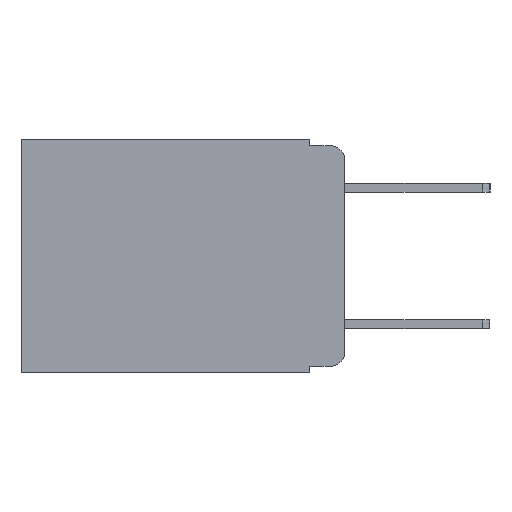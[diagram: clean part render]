
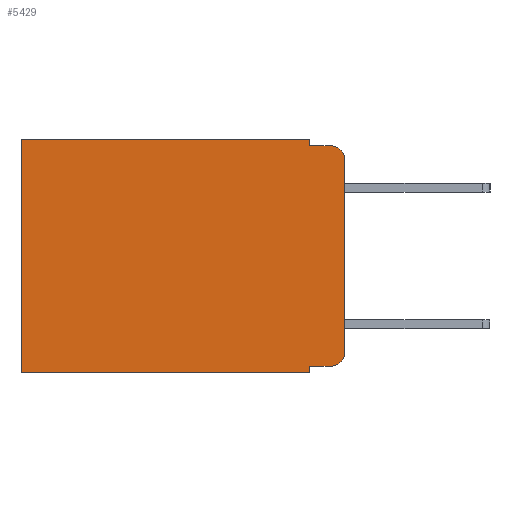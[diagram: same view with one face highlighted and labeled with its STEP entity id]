
A CAD part, left-side view. The second image highlights one B-rep face of the part: STEP entity #5429.
In plain terms, the highlighted planar face has unit normal (-1, 0, 0).
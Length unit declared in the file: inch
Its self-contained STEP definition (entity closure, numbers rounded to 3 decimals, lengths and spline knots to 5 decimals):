
#89 = VERTEX_POINT ( 'NONE', #14832 ) ;
#98 = DIRECTION ( 'NONE',  ( 0., -1., 0. ) ) ;
#308 = EDGE_CURVE ( 'NONE', #17084, #89, #5378, .T. ) ;
#890 = ORIENTED_EDGE ( 'NONE', *, *, #18897, .F. ) ;
#1011 = FACE_OUTER_BOUND ( 'NONE', #14234, .T. ) ;
#1087 = VERTEX_POINT ( 'NONE', #12327 ) ;
#1161 = ORIENTED_EDGE ( 'NONE', *, *, #2044, .F. ) ;
#1510 = DIRECTION ( 'NONE',  ( 0., -1., 0. ) ) ;
#1542 = DIRECTION ( 'NONE',  ( 1., 0., 0. ) ) ;
#1729 = VECTOR ( 'NONE', #7221, 39.37008 ) ;
#1860 = AXIS2_PLACEMENT_3D ( 'NONE', #10848, #1542, #3278 ) ;
#1922 = EDGE_CURVE ( 'NONE', #2884, #6903, #8572, .T. ) ;
#2015 = LINE ( 'NONE', #19651, #18301 ) ;
#2044 = EDGE_CURVE ( 'NONE', #5886, #2884, #2015, .T. ) ;
#2244 = CARTESIAN_POINT ( 'NONE',  ( 0.298, 0., -0.343 ) ) ;
#2425 = VECTOR ( 'NONE', #1510, 39.37008 ) ;
#2499 = VERTEX_POINT ( 'NONE', #13792 ) ;
#2523 = VERTEX_POINT ( 'NONE', #10279 ) ;
#2832 = ORIENTED_EDGE ( 'NONE', *, *, #18295, .T. ) ;
#2884 = VERTEX_POINT ( 'NONE', #15115 ) ;
#2964 = LINE ( 'NONE', #8226, #2425 ) ;
#3278 = DIRECTION ( 'NONE',  ( 0., 0., -1. ) ) ;
#3972 = EDGE_CURVE ( 'NONE', #17084, #2499, #8732, .T. ) ;
#4389 = VECTOR ( 'NONE', #9360, 39.37008 ) ;
#4688 = CIRCLE ( 'NONE', #20073, 0.02 ) ;
#5040 = CARTESIAN_POINT ( 'NONE',  ( 0.298, 0.473, 0. ) ) ;
#5328 = LINE ( 'NONE', #5040, #20545 ) ;
#5378 = CIRCLE ( 'NONE', #16026, 0.02 ) ;
#5429 = ADVANCED_FACE ( 'NONE', ( #1011 ), #10890, .F. ) ;
#5788 = DIRECTION ( 'NONE',  ( 0., 0., -1. ) ) ;
#5822 = DIRECTION ( 'NONE',  ( -1., 0., 0. ) ) ;
#5886 = VERTEX_POINT ( 'NONE', #8129 ) ;
#6835 = LINE ( 'NONE', #11912, #1729 ) ;
#6903 = VERTEX_POINT ( 'NONE', #8388 ) ;
#6914 = CARTESIAN_POINT ( 'NONE',  ( 0.298, 0., -0.03 ) ) ;
#6960 = CARTESIAN_POINT ( 'NONE',  ( 0.298, 0., 0. ) ) ;
#6961 = ORIENTED_EDGE ( 'NONE', *, *, #13282, .T. ) ;
#7221 = DIRECTION ( 'NONE',  ( 0., 0., -1. ) ) ;
#7341 = DIRECTION ( 'NONE',  ( 0., 0., -1. ) ) ;
#7503 = VERTEX_POINT ( 'NONE', #10092 ) ;
#8129 = CARTESIAN_POINT ( 'NONE',  ( 0.298, 0.051, -0.333 ) ) ;
#8226 = CARTESIAN_POINT ( 'NONE',  ( 0.298, 0.051, -0.01 ) ) ;
#8388 = CARTESIAN_POINT ( 'NONE',  ( 0.298, 0.473, -0.343 ) ) ;
#8454 = VECTOR ( 'NONE', #98, 39.37008 ) ;
#8572 = LINE ( 'NONE', #2244, #9062 ) ;
#8732 = LINE ( 'NONE', #13446, #4389 ) ;
#9062 = VECTOR ( 'NONE', #12423, 39.37008 ) ;
#9360 = DIRECTION ( 'NONE',  ( 0., 0., -1. ) ) ;
#10092 = CARTESIAN_POINT ( 'NONE',  ( 0.298, 0.051, -0.01 ) ) ;
#10193 = DIRECTION ( 'NONE',  ( 0., 1., 0. ) ) ;
#10279 = CARTESIAN_POINT ( 'NONE',  ( 0.298, 0.02, -0.333 ) ) ;
#10848 = CARTESIAN_POINT ( 'NONE',  ( 0.298, 0., 0. ) ) ;
#10890 = PLANE ( 'NONE',  #1860 ) ;
#11087 = VECTOR ( 'NONE', #10193, 39.37008 ) ;
#11912 = CARTESIAN_POINT ( 'NONE',  ( 0.298, 0.051, 0. ) ) ;
#11955 = ORIENTED_EDGE ( 'NONE', *, *, #3972, .F. ) ;
#12121 = CARTESIAN_POINT ( 'NONE',  ( 0.298, 0.473, 0. ) ) ;
#12327 = CARTESIAN_POINT ( 'NONE',  ( 0.298, 0.051, 0. ) ) ;
#12395 = ORIENTED_EDGE ( 'NONE', *, *, #14892, .T. ) ;
#12423 = DIRECTION ( 'NONE',  ( 0., 1., 0. ) ) ;
#12508 = ORIENTED_EDGE ( 'NONE', *, *, #15905, .F. ) ;
#12541 = LINE ( 'NONE', #16254, #8454 ) ;
#12844 = DIRECTION ( 'NONE',  ( 0., 0., -1. ) ) ;
#12884 = ORIENTED_EDGE ( 'NONE', *, *, #308, .T. ) ;
#13282 = EDGE_CURVE ( 'NONE', #1087, #20003, #16048, .T. ) ;
#13446 = CARTESIAN_POINT ( 'NONE',  ( 0.298, 0., 0. ) ) ;
#13792 = CARTESIAN_POINT ( 'NONE',  ( 0.298, 0., -0.313 ) ) ;
#14234 = EDGE_LOOP ( 'NONE', ( #11955, #12884, #890, #12508, #6961, #12395, #17855, #1161, #2832, #14329 ) ) ;
#14329 = ORIENTED_EDGE ( 'NONE', *, *, #17319, .T. ) ;
#14737 = DIRECTION ( 'NONE',  ( -1., 0., 0. ) ) ;
#14832 = CARTESIAN_POINT ( 'NONE',  ( 0.298, 0.02, -0.01 ) ) ;
#14892 = EDGE_CURVE ( 'NONE', #20003, #6903, #5328, .T. ) ;
#15093 = CARTESIAN_POINT ( 'NONE',  ( 0.298, 0.02, -0.313 ) ) ;
#15115 = CARTESIAN_POINT ( 'NONE',  ( 0.298, 0.051, -0.343 ) ) ;
#15905 = EDGE_CURVE ( 'NONE', #1087, #7503, #6835, .T. ) ;
#16026 = AXIS2_PLACEMENT_3D ( 'NONE', #16998, #14737, #7341 ) ;
#16048 = LINE ( 'NONE', #6960, #11087 ) ;
#16254 = CARTESIAN_POINT ( 'NONE',  ( 0.298, 0.051, -0.333 ) ) ;
#16604 = DIRECTION ( 'NONE',  ( 0., 0., -1. ) ) ;
#16998 = CARTESIAN_POINT ( 'NONE',  ( 0.298, 0.02, -0.03 ) ) ;
#17084 = VERTEX_POINT ( 'NONE', #6914 ) ;
#17319 = EDGE_CURVE ( 'NONE', #2523, #2499, #4688, .T. ) ;
#17855 = ORIENTED_EDGE ( 'NONE', *, *, #1922, .F. ) ;
#18295 = EDGE_CURVE ( 'NONE', #5886, #2523, #12541, .T. ) ;
#18301 = VECTOR ( 'NONE', #5788, 39.37008 ) ;
#18897 = EDGE_CURVE ( 'NONE', #7503, #89, #2964, .T. ) ;
#19651 = CARTESIAN_POINT ( 'NONE',  ( 0.298, 0.051, 0. ) ) ;
#20003 = VERTEX_POINT ( 'NONE', #12121 ) ;
#20073 = AXIS2_PLACEMENT_3D ( 'NONE', #15093, #5822, #16604 ) ;
#20545 = VECTOR ( 'NONE', #12844, 39.37008 ) ;
